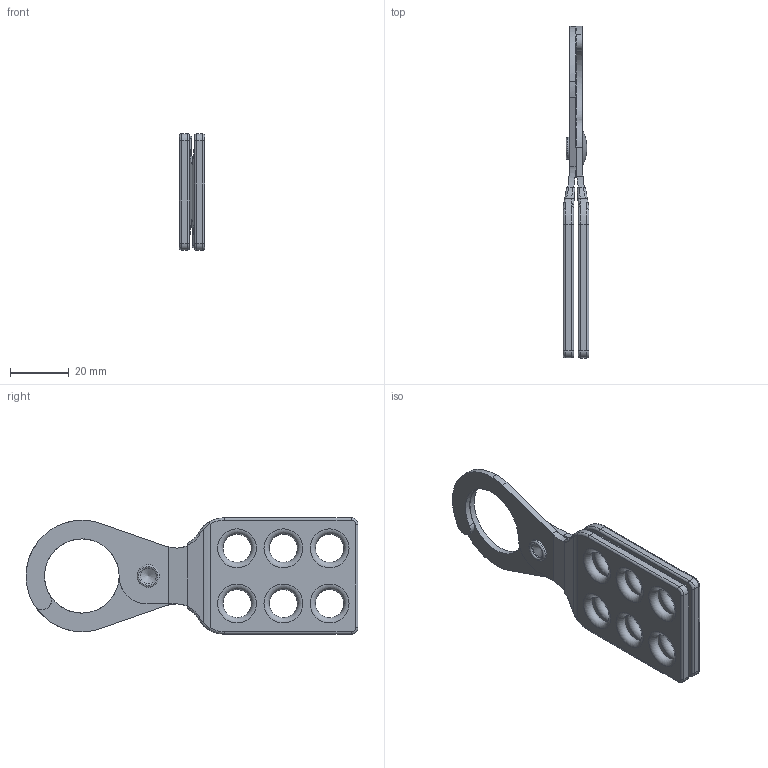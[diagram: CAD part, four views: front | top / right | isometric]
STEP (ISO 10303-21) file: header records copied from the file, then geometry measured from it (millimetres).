
FILE_DESCRIPTION(/* description */ (''),/* implementation_level */ '2;1');
FILE_NAME(/* name */ 'PSL-1A.stp',/* time_stamp */ '2022-05-11T12:46:47-04:00',/* author */ (''),/* organization */ (''),/* preprocessor_version */ 'ST-DEVELOPER v16.7',/* originating_system */ 'SIEMENS PLM Software NX 1926',/* authorisation */ '');
FILE_SCHEMA (('AP203_CONFIGURATION_CONTROLLED_3D_DESIGN_OF_MECHANICAL_PARTS_AND_ASSEMBLIES_MIM_LF { 1 0 10303 403 2 1 2}'));
Length unit declared in the file: inch
Products named in the file (3): I00318MP_00-PSL-1A-No-Hook; I00318MY_00; I00318MS_00-PSL-1A
Assembly tree (3 placements, depth 2):
  I00318MS_00-PSL-1A
    I00318MY_00
    I00318MP_00-PSL-1A-No-Hook  x2
Bounding box: 8.73 x 112.99 x 39.6 mm (x, y, z)
Volume: 15333.4 mm3; surface area: 13105.8 mm2
Topology: 3 solids, 3 shells, 142 faces, 364 edges, 231 vertices
Faces by surface type: cylinder 49, plane 35, torus 30, bspline 24, extrusion 2, sphere 1, cone 1
Full cylindrical faces by diameter (mm): 5.397 x1, 6.299 x1, 6.35 x2, 7.62 x1
Entity records: 2761 total; most frequent: CARTESIAN_POINT 608, DIRECTION 387, ORIENTED_EDGE 334, EDGE_CURVE 167, AXIS2_PLACEMENT_3D 166, VERTEX_POINT 112, EDGE_LOOP 106, ADVANCED_FACE 76
